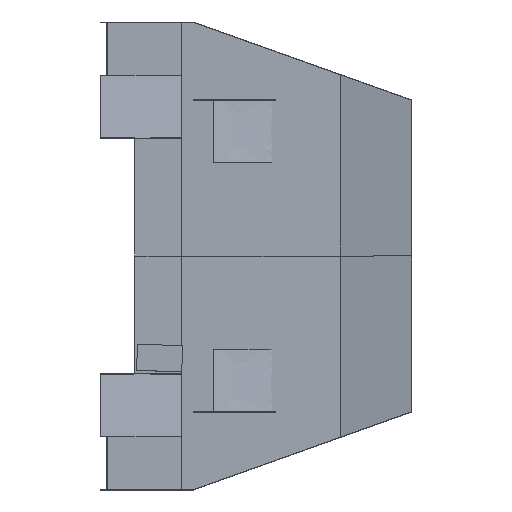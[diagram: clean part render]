
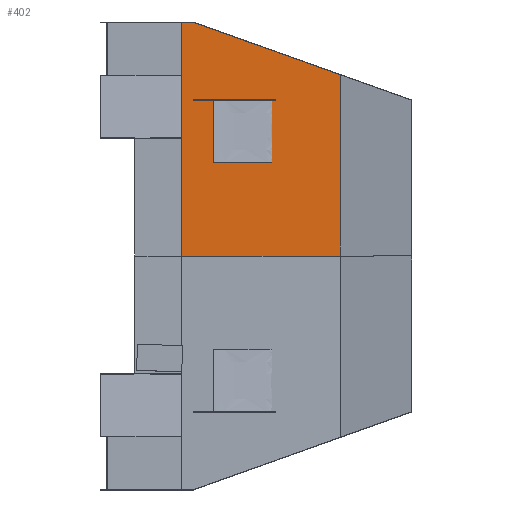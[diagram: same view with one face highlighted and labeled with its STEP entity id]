
A CAD part, top view. The second image highlights one B-rep face of the part: STEP entity #402.
In plain terms, the highlighted planar face has unit normal (0, 0, 1).
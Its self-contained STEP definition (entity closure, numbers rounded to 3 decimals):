
#254=CARTESIAN_POINT('Vertex',(150.,0.,51.)) ;
#257=CARTESIAN_POINT('Line Origine',(150.,375.,51.)) ;
#261=CARTESIAN_POINT('Vertex',(150.,750.,51.)) ;
#285=CARTESIAN_POINT('Vertex',(660.,0.,51.)) ;
#290=CARTESIAN_POINT('Line Origine',(405.,0.,51.)) ;
#335=CARTESIAN_POINT('Line Origine',(169.488,750.,51.)) ;
#339=CARTESIAN_POINT('Vertex',(188.977,750.,51.)) ;
#359=CARTESIAN_POINT('Line Origine',(660.,290.889,51.)) ;
#363=CARTESIAN_POINT('Vertex',(660.,581.777,51.)) ;
#385=CARTESIAN_POINT('Axis2P3D Location',(150.,0.,51.)) ;
#390=CARTESIAN_POINT('Line Origine',(424.488,665.889,51.)) ;
#258=DIRECTION('Vector Direction',(0.,1.,0.)) ;
#291=DIRECTION('Vector Direction',(1.,0.,0.)) ;
#336=DIRECTION('Vector Direction',(1.,0.,0.)) ;
#360=DIRECTION('Vector Direction',(0.,1.,0.)) ;
#386=DIRECTION('Axis2P3D Direction',(0.,0.,1.)) ;
#387=DIRECTION('Axis2P3D XDirection',(1.,0.,0.)) ;
#391=DIRECTION('Vector Direction',(0.942,-0.336,0.)) ;
#388=AXIS2_PLACEMENT_3D('Plane Axis2P3D',#385,#386,#387) ;
#396=ORIENTED_EDGE('',*,*,#341,.F.) ;
#397=ORIENTED_EDGE('',*,*,#263,.F.) ;
#398=ORIENTED_EDGE('',*,*,#294,.T.) ;
#399=ORIENTED_EDGE('',*,*,#365,.T.) ;
#400=ORIENTED_EDGE('',*,*,#394,.F.) ;
#259=VECTOR('Line Direction',#258,1.) ;
#292=VECTOR('Line Direction',#291,1.) ;
#337=VECTOR('Line Direction',#336,1.) ;
#361=VECTOR('Line Direction',#360,1.) ;
#392=VECTOR('Line Direction',#391,1.) ;
#402=ADVANCED_FACE('',(#401),#389,.T.) ;
#263=EDGE_CURVE('',#255,#262,#260,.T.) ;
#294=EDGE_CURVE('',#255,#286,#293,.T.) ;
#341=EDGE_CURVE('',#262,#340,#338,.T.) ;
#365=EDGE_CURVE('',#286,#364,#362,.T.) ;
#394=EDGE_CURVE('',#340,#364,#393,.T.) ;
#395=EDGE_LOOP('',(#396,#397,#398,#399,#400)) ;
#401=FACE_OUTER_BOUND('',#395,.T.) ;
#260=LINE('Line',#257,#259) ;
#293=LINE('Line',#290,#292) ;
#338=LINE('Line',#335,#337) ;
#362=LINE('Line',#359,#361) ;
#393=LINE('Line',#390,#392) ;
#389=PLANE('Plane',#388) ;
#255=VERTEX_POINT('',#254) ;
#262=VERTEX_POINT('',#261) ;
#286=VERTEX_POINT('',#285) ;
#340=VERTEX_POINT('',#339) ;
#364=VERTEX_POINT('',#363) ;
